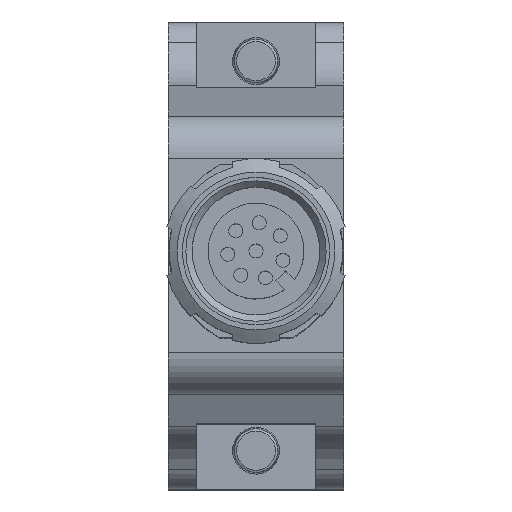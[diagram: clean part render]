
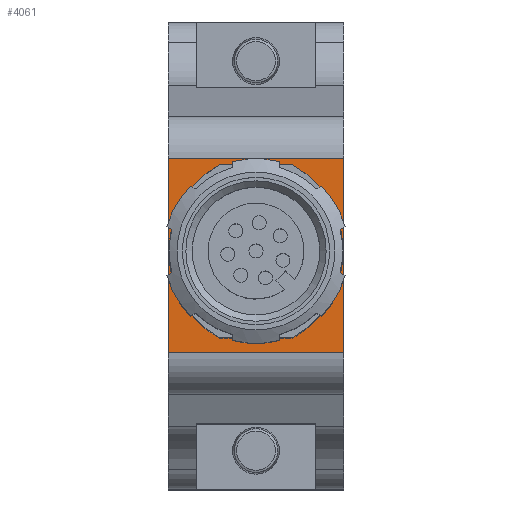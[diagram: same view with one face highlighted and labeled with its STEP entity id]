
A CAD part, top view. The second image highlights one B-rep face of the part: STEP entity #4061.
In plain terms, the highlighted face is planar.
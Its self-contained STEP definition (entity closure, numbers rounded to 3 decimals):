
#169=LINE('',#5950,#347);
#175=LINE('',#5967,#353);
#183=LINE('',#5988,#361);
#184=LINE('',#5992,#362);
#347=VECTOR('',#4954,1000.);
#353=VECTOR('',#4970,1000.);
#361=VECTOR('',#4992,1000.);
#362=VECTOR('',#4997,1000.);
#477=PLANE('',#4348);
#614=CIRCLE('',#4349,4.65);
#1087=ORIENTED_EDGE('',*,*,#1643,.F.);
#1088=ORIENTED_EDGE('',*,*,#1631,.T.);
#1089=ORIENTED_EDGE('',*,*,#1644,.F.);
#1090=ORIENTED_EDGE('',*,*,#1621,.F.);
#1091=ORIENTED_EDGE('',*,*,#1642,.T.);
#1621=EDGE_CURVE('',#1939,#1940,#169,.T.);
#1631=EDGE_CURVE('',#1946,#1945,#175,.T.);
#1642=EDGE_CURVE('',#1939,#1946,#183,.T.);
#1643=EDGE_CURVE('',#1952,#1952,#614,.F.);
#1644=EDGE_CURVE('',#1940,#1945,#184,.T.);
#1939=VERTEX_POINT('',#5949);
#1940=VERTEX_POINT('',#5951);
#1945=VERTEX_POINT('',#5966);
#1946=VERTEX_POINT('',#5968);
#1952=VERTEX_POINT('',#5991);
#2184=EDGE_LOOP('',(#1087));
#2185=EDGE_LOOP('',(#1088,#1089,#1090,#1091));
#2456=FACE_BOUND('',#2184,.T.);
#2457=FACE_BOUND('',#2185,.T.);
#4061=ADVANCED_FACE('',(#2456,#2457),#477,.F.);
#4348=AXIS2_PLACEMENT_3D('',#5989,#4993,#4994);
#4349=AXIS2_PLACEMENT_3D('',#5990,#4995,#4996);
#4954=DIRECTION('',(0.,1.,0.));
#4970=DIRECTION('',(0.,1.,0.));
#4992=DIRECTION('',(0.,0.,-1.));
#4993=DIRECTION('',(-1.,0.,0.));
#4994=DIRECTION('',(0.,0.,1.));
#4995=DIRECTION('',(-1.,0.,0.));
#4996=DIRECTION('',(0.,0.,1.));
#4997=DIRECTION('',(0.,0.,-1.));
#5949=CARTESIAN_POINT('',(42.,-8.3,7.5));
#5950=CARTESIAN_POINT('',(42.,-8.3,7.5));
#5951=CARTESIAN_POINT('',(42.,8.3,7.5));
#5966=CARTESIAN_POINT('',(42.,8.3,-7.5));
#5967=CARTESIAN_POINT('',(42.,-8.3,-7.5));
#5968=CARTESIAN_POINT('',(42.,-8.3,-7.5));
#5988=CARTESIAN_POINT('',(42.,-8.3,7.5));
#5989=CARTESIAN_POINT('',(42.,-8.3,7.5));
#5990=CARTESIAN_POINT('',(42.,0.,0.));
#5991=CARTESIAN_POINT('',(42.,0.,4.65));
#5992=CARTESIAN_POINT('',(42.,8.3,7.5));
